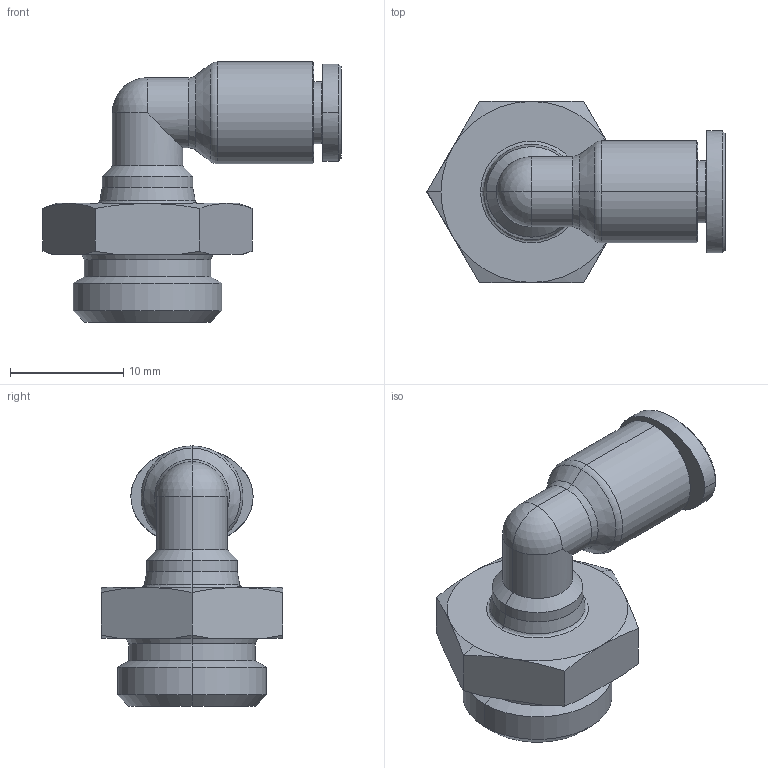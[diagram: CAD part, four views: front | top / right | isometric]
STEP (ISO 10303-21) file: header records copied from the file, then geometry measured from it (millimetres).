
FILE_DESCRIPTION((''),'2;1');
FILE_NAME('GPL 04G02(L)(3D).stp','2012-12-21T09:53:44',(''),(''),'Mechanical Desktop.R8.0.24.0','Mechanical Desktop.R8.0.24.0',', , ');
FILE_SCHEMA(('CONFIG_CONTROL_DESIGN'));
Length unit declared in the file: millimetre
Products named in the file (2): GPL 04G02(L)(3D); 睡ヶ1
Assembly tree (1 placements, depth 2):
  GPL 04G02(L)(3D)
    睡ヶ1
Bounding box: 26.34 x 16 x 23 mm (x, y, z)
Volume: 2374.7 mm3; surface area: 2033.2 mm2
Topology: 1 solids, 1 shells, 443 faces, 1219 edges, 795 vertices
Faces by surface type: plane 340, cone 40, bspline 33, cylinder 26, torus 2, sphere 2
Entity records: 14669 total; most frequent: CARTESIAN_POINT 3383, ORIENTED_EDGE 2430, DIRECTION 2166, EDGE_CURVE 1215, VECTOR 1030, LINE 1030, VERTEX_POINT 795, AXIS2_PLACEMENT_3D 568
